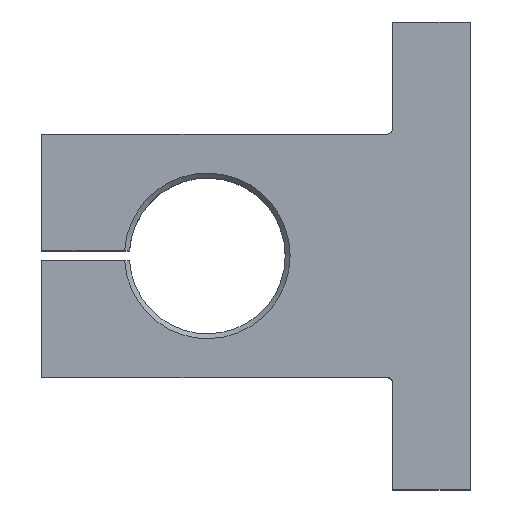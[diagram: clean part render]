
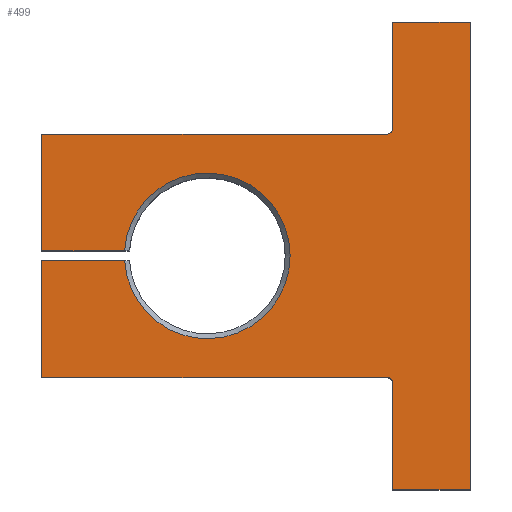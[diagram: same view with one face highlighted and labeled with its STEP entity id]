
A CAD part, top view. The second image highlights one B-rep face of the part: STEP entity #499.
In plain terms, the highlighted planar face has unit normal (0, 0, 1).
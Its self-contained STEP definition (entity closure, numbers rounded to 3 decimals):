
#27=LINE('',#728,#68);
#29=LINE('',#745,#70);
#35=LINE('',#766,#76);
#37=LINE('',#785,#78);
#44=LINE('',#810,#85);
#51=LINE('',#827,#92);
#57=LINE('',#837,#98);
#59=LINE('',#841,#100);
#60=LINE('',#843,#101);
#61=LINE('',#846,#102);
#63=LINE('',#849,#104);
#68=VECTOR('',#584,10.);
#70=VECTOR('',#602,10.);
#76=VECTOR('',#624,10.);
#78=VECTOR('',#646,10.);
#85=VECTOR('',#669,10.);
#92=VECTOR('',#686,10.);
#98=VECTOR('',#696,10.);
#100=VECTOR('',#700,10.);
#101=VECTOR('',#703,10.);
#102=VECTOR('',#706,10.);
#104=VECTOR('',#710,10.);
#118=PLANE('',#569);
#163=FACE_OUTER_BOUND('',#208,.T.);
#208=EDGE_LOOP('',(#452,#453,#454,#455,#456,#457,#458,#459,#460,#461,#462,
#463,#464,#465));
#218=CIRCLE('',#538,0.5);
#221=CIRCLE('',#543,0.5);
#230=CIRCLE('',#561,8.5);
#234=VERTEX_POINT('',#721);
#236=VERTEX_POINT('',#726);
#241=VERTEX_POINT('',#741);
#243=VERTEX_POINT('',#744);
#248=VERTEX_POINT('',#758);
#250=VERTEX_POINT('',#764);
#253=VERTEX_POINT('',#772);
#257=VERTEX_POINT('',#784);
#266=VERTEX_POINT('',#807);
#267=VERTEX_POINT('',#809);
#270=VERTEX_POINT('',#819);
#272=VERTEX_POINT('',#825);
#275=VERTEX_POINT('',#839);
#276=VERTEX_POINT('',#845);
#283=EDGE_CURVE('',#234,#236,#27,.T.);
#289=EDGE_CURVE('',#243,#241,#29,.T.);
#296=EDGE_CURVE('',#248,#241,#218,.T.);
#299=EDGE_CURVE('',#248,#250,#35,.T.);
#302=EDGE_CURVE('',#234,#253,#221,.T.);
#307=EDGE_CURVE('',#257,#253,#37,.T.);
#318=EDGE_CURVE('',#267,#266,#44,.T.);
#324=EDGE_CURVE('',#270,#266,#230,.T.);
#327=EDGE_CURVE('',#270,#272,#51,.T.);
#333=EDGE_CURVE('',#272,#243,#57,.T.);
#335=EDGE_CURVE('',#250,#275,#59,.T.);
#336=EDGE_CURVE('',#236,#267,#60,.T.);
#337=EDGE_CURVE('',#276,#257,#61,.T.);
#339=EDGE_CURVE('',#275,#276,#63,.T.);
#452=ORIENTED_EDGE('',*,*,#324,.F.);
#453=ORIENTED_EDGE('',*,*,#327,.T.);
#454=ORIENTED_EDGE('',*,*,#333,.T.);
#455=ORIENTED_EDGE('',*,*,#289,.T.);
#456=ORIENTED_EDGE('',*,*,#296,.F.);
#457=ORIENTED_EDGE('',*,*,#299,.T.);
#458=ORIENTED_EDGE('',*,*,#335,.T.);
#459=ORIENTED_EDGE('',*,*,#339,.T.);
#460=ORIENTED_EDGE('',*,*,#337,.T.);
#461=ORIENTED_EDGE('',*,*,#307,.T.);
#462=ORIENTED_EDGE('',*,*,#302,.F.);
#463=ORIENTED_EDGE('',*,*,#283,.T.);
#464=ORIENTED_EDGE('',*,*,#336,.T.);
#465=ORIENTED_EDGE('',*,*,#318,.T.);
#499=ADVANCED_FACE('',(#163),#118,.T.);
#538=AXIS2_PLACEMENT_3D('',#760,#618,#619);
#543=AXIS2_PLACEMENT_3D('',#773,#631,#632);
#561=AXIS2_PLACEMENT_3D('',#821,#680,#681);
#569=AXIS2_PLACEMENT_3D('',#850,#711,#712);
#584=DIRECTION('',(-1.,0.,0.));
#602=DIRECTION('',(1.,0.,0.));
#618=DIRECTION('center_axis',(0.,0.,1.));
#619=DIRECTION('ref_axis',(0.707,0.707,0.));
#624=DIRECTION('',(0.,-1.,0.));
#631=DIRECTION('center_axis',(0.,0.,1.));
#632=DIRECTION('ref_axis',(0.707,-0.707,0.));
#646=DIRECTION('',(0.,-1.,0.));
#669=DIRECTION('',(1.,0.,0.));
#680=DIRECTION('center_axis',(0.,0.,1.));
#681=DIRECTION('ref_axis',(1.,0.,0.));
#686=DIRECTION('',(-1.,0.,0.));
#696=DIRECTION('',(0.,-1.,0.));
#700=DIRECTION('',(1.,0.,0.));
#703=DIRECTION('',(0.,-1.,0.));
#706=DIRECTION('',(-1.,0.,0.));
#710=DIRECTION('',(0.,1.,0.));
#711=DIRECTION('center_axis',(0.,0.,1.));
#712=DIRECTION('ref_axis',(1.,0.,0.));
#721=CARTESIAN_POINT('',(13.5,12.5,16.));
#726=CARTESIAN_POINT('',(-22.,12.5,16.));
#728=CARTESIAN_POINT('',(-22.,12.5,16.));
#741=CARTESIAN_POINT('',(13.5,-12.5,16.));
#744=CARTESIAN_POINT('',(-22.,-12.5,16.));
#745=CARTESIAN_POINT('',(14.,-12.5,16.));
#758=CARTESIAN_POINT('',(14.,-13.,16.));
#760=CARTESIAN_POINT('Origin',(13.5,-13.,16.));
#764=CARTESIAN_POINT('',(14.,-24.,16.));
#766=CARTESIAN_POINT('',(14.,-24.,16.));
#772=CARTESIAN_POINT('',(14.,13.,16.));
#773=CARTESIAN_POINT('Origin',(13.5,13.,16.));
#784=CARTESIAN_POINT('',(14.,24.,16.));
#785=CARTESIAN_POINT('',(14.,12.5,16.));
#807=CARTESIAN_POINT('',(-13.485,0.5,16.));
#809=CARTESIAN_POINT('',(-22.,0.5,16.));
#810=CARTESIAN_POINT('',(-14.655,0.5,16.));
#819=CARTESIAN_POINT('',(-13.485,-0.5,16.));
#821=CARTESIAN_POINT('Origin',(-5.,0.,16.));
#825=CARTESIAN_POINT('',(-22.,-0.5,16.));
#827=CARTESIAN_POINT('',(-2.845,-0.5,16.));
#837=CARTESIAN_POINT('',(-22.,-12.5,16.));
#839=CARTESIAN_POINT('',(22.,-24.,16.));
#841=CARTESIAN_POINT('',(22.,-24.,16.));
#843=CARTESIAN_POINT('',(-22.,-12.5,16.));
#845=CARTESIAN_POINT('',(22.,24.,16.));
#846=CARTESIAN_POINT('',(14.,24.,16.));
#849=CARTESIAN_POINT('',(22.,24.,16.));
#850=CARTESIAN_POINT('Origin',(4.5,0.,16.));
